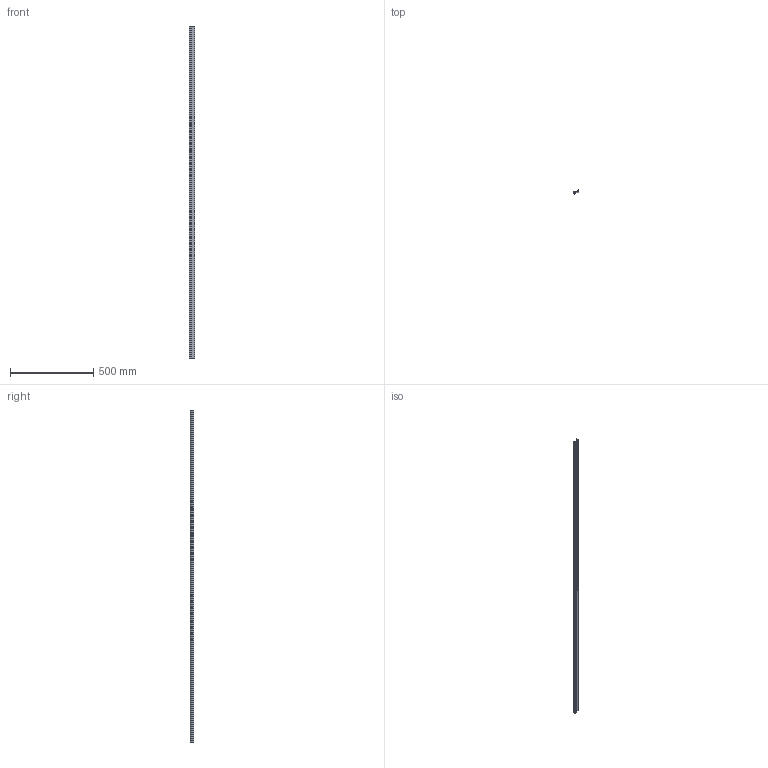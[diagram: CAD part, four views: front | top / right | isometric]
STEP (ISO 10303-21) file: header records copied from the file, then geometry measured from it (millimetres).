
FILE_DESCRIPTION (( 'STEP AP203' ), '1' );
FILE_NAME ('151160.step', '2021-06-03T16:30:16', ( '' ), ( '' ), 'SwSTEP 2.0', 'SolidWorks 2021', '' );
FILE_SCHEMA (( 'CONFIG_CONTROL_DESIGN' ));
Length unit declared in the file: millimetre
Products named in the file (1): 151160
Bounding box: 35 x 20.8 x 2000 mm (x, y, z)
Volume: 327255.4 mm3; surface area: 309788.7 mm2
Topology: 2 solids, 2 shells, 61 faces, 171 edges, 114 vertices
Faces by surface type: plane 35, cylinder 26
Entity records: 2052 total; most frequent: CARTESIAN_POINT 347, DIRECTION 347, ORIENTED_EDGE 342, EDGE_CURVE 171, LINE 119, VECTOR 119, AXIS2_PLACEMENT_3D 114, VERTEX_POINT 114
